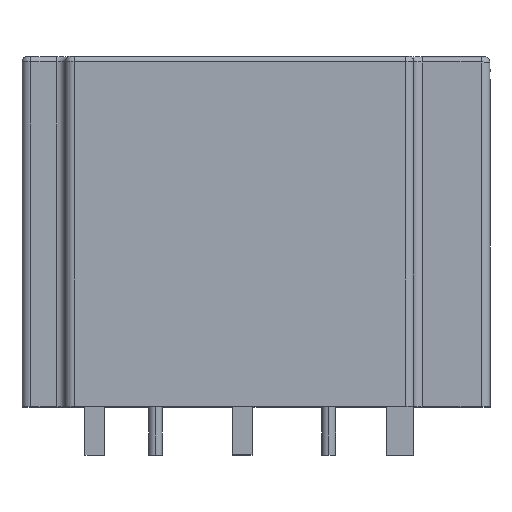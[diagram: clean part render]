
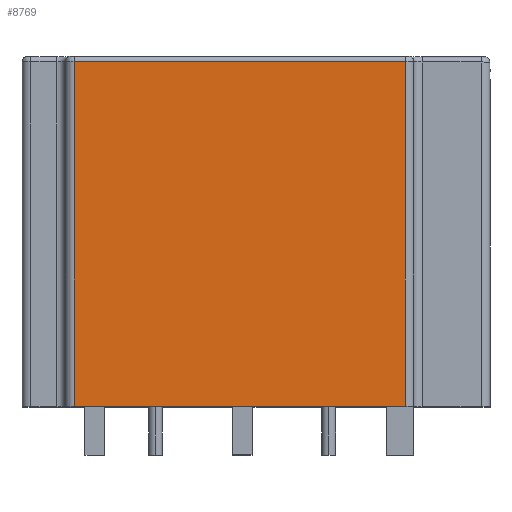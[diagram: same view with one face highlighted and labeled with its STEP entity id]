
A CAD part, top view. The second image highlights one B-rep face of the part: STEP entity #8769.
In plain terms, the highlighted planar face has unit normal (0, 0, 1).
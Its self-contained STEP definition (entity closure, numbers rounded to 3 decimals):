
#338 = VERTEX_POINT ( 'NONE', #5813 ) ;
#2938 = VECTOR ( 'NONE', #21417, 1000. ) ;
#3070 = CARTESIAN_POINT ( 'NONE',  ( 22.1, 0., 32. ) ) ;
#3409 = LINE ( 'NONE', #26132, #15175 ) ;
#3471 = EDGE_CURVE ( 'NONE', #7398, #338, #20885, .T. ) ;
#5796 = FACE_OUTER_BOUND ( 'NONE', #24584, .T. ) ;
#5813 = CARTESIAN_POINT ( 'NONE',  ( 22.1, 0., 32. ) ) ;
#6843 = EDGE_CURVE ( 'NONE', #11454, #7398, #8738, .T. ) ;
#7398 = VERTEX_POINT ( 'NONE', #28199 ) ;
#8738 = LINE ( 'NONE', #12829, #15015 ) ;
#8769 = ADVANCED_FACE ( 'NONE', ( #5796 ), #23418, .F. ) ;
#9147 = ORIENTED_EDGE ( 'NONE', *, *, #6843, .T. ) ;
#9573 = CARTESIAN_POINT ( 'NONE',  ( 3., 19.9, 32. ) ) ;
#10298 = VECTOR ( 'NONE', #23579, 1000. ) ;
#10751 = VERTEX_POINT ( 'NONE', #22588 ) ;
#10931 = DIRECTION ( 'NONE',  ( 0., -1., 0. ) ) ;
#11454 = VERTEX_POINT ( 'NONE', #19556 ) ;
#11564 = CARTESIAN_POINT ( 'NONE',  ( 22.1, 20.2, 32. ) ) ;
#11783 = DIRECTION ( 'NONE',  ( -1., 0., 0. ) ) ;
#12829 = CARTESIAN_POINT ( 'NONE',  ( 3., 20.2, 32. ) ) ;
#13566 = ORIENTED_EDGE ( 'NONE', *, *, #3471, .T. ) ;
#15015 = VECTOR ( 'NONE', #10931, 1000. ) ;
#15175 = VECTOR ( 'NONE', #28471, 1000. ) ;
#16831 = ORIENTED_EDGE ( 'NONE', *, *, #18547, .F. ) ;
#18547 = EDGE_CURVE ( 'NONE', #10751, #338, #3409, .T. ) ;
#19556 = CARTESIAN_POINT ( 'NONE',  ( 3., 19.9, 32. ) ) ;
#20885 = LINE ( 'NONE', #3070, #2938 ) ;
#21417 = DIRECTION ( 'NONE',  ( 1., 0., 0. ) ) ;
#22012 = LINE ( 'NONE', #9573, #10298 ) ;
#22588 = CARTESIAN_POINT ( 'NONE',  ( 22.1, 19.9, 32. ) ) ;
#23040 = EDGE_CURVE ( 'NONE', #10751, #11454, #22012, .T. ) ;
#23418 = PLANE ( 'NONE',  #29637 ) ;
#23579 = DIRECTION ( 'NONE',  ( -1., 0., 0. ) ) ;
#24584 = EDGE_LOOP ( 'NONE', ( #16831, #29825, #9147, #13566 ) ) ;
#25789 = DIRECTION ( 'NONE',  ( 0., 0., -1. ) ) ;
#26132 = CARTESIAN_POINT ( 'NONE',  ( 22.1, 20.2, 32. ) ) ;
#28199 = CARTESIAN_POINT ( 'NONE',  ( 3., 0., 32. ) ) ;
#28471 = DIRECTION ( 'NONE',  ( 0., -1., 0. ) ) ;
#29637 = AXIS2_PLACEMENT_3D ( 'NONE', #11564, #25789, #11783 ) ;
#29825 = ORIENTED_EDGE ( 'NONE', *, *, #23040, .T. ) ;
